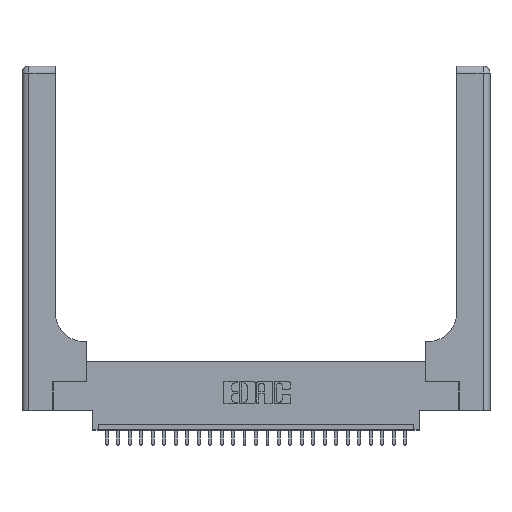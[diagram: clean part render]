
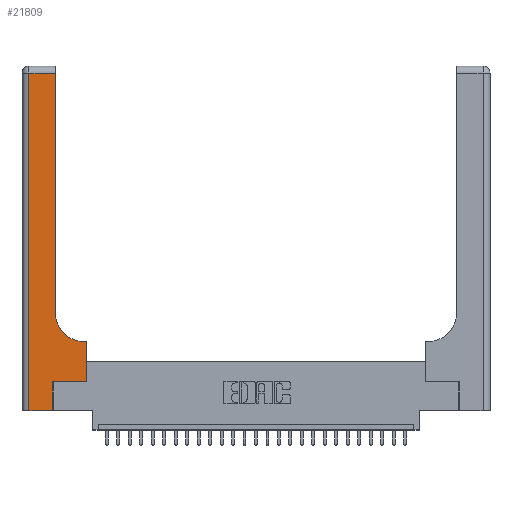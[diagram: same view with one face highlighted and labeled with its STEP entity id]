
A CAD part, top view. The second image highlights one B-rep face of the part: STEP entity #21809.
In plain terms, the highlighted planar face has unit normal (0, 0, 1).
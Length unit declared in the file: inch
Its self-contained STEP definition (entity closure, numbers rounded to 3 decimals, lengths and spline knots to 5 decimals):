
#258 = CARTESIAN_POINT ( 'NONE',  ( 0.5585, 0.25, 0.37 ) ) ;
#341 = ORIENTED_EDGE ( 'NONE', *, *, #21635, .T. ) ;
#489 = CARTESIAN_POINT ( 'NONE',  ( 0.06, 3., 0.37 ) ) ;
#507 = ORIENTED_EDGE ( 'NONE', *, *, #20398, .T. ) ;
#930 = LINE ( 'NONE', #24730, #7319 ) ;
#1489 = VECTOR ( 'NONE', #3328, 39.37008 ) ;
#2374 = CARTESIAN_POINT ( 'NONE',  ( 0.2915, 2.94, 0.37 ) ) ;
#2639 = AXIS2_PLACEMENT_3D ( 'NONE', #26123, #9569, #9469 ) ;
#3308 = CARTESIAN_POINT ( 'NONE',  ( 0.2915, 0.85, 0.37 ) ) ;
#3328 = DIRECTION ( 'NONE',  ( -1., 0., 0. ) ) ;
#3929 = DIRECTION ( 'NONE',  ( 0., 1., 0. ) ) ;
#4069 = ORIENTED_EDGE ( 'NONE', *, *, #5829, .T. ) ;
#4337 = EDGE_CURVE ( 'NONE', #6815, #21082, #23878, .T. ) ;
#4490 = LINE ( 'NONE', #16604, #8794 ) ;
#4804 = ORIENTED_EDGE ( 'NONE', *, *, #4337, .T. ) ;
#5829 = EDGE_CURVE ( 'NONE', #17629, #6815, #16170, .T. ) ;
#6202 = EDGE_CURVE ( 'NONE', #21082, #14616, #4490, .T. ) ;
#6431 = CARTESIAN_POINT ( 'NONE',  ( 0.06, 0., 0.37 ) ) ;
#6519 = LINE ( 'NONE', #16004, #20548 ) ;
#6760 = CARTESIAN_POINT ( 'NONE',  ( 0.5585, 0.6, 0.37 ) ) ;
#6815 = VERTEX_POINT ( 'NONE', #18725 ) ;
#6906 = CARTESIAN_POINT ( 'NONE',  ( 0.2915, 0.6, 0.37 ) ) ;
#6918 = EDGE_CURVE ( 'NONE', #21097, #8956, #10117, .T. ) ;
#7081 = AXIS2_PLACEMENT_3D ( 'NONE', #12422, #22952, #10170 ) ;
#7156 = DIRECTION ( 'NONE',  ( 0., 1., 0. ) ) ;
#7319 = VECTOR ( 'NONE', #24554, 39.37008 ) ;
#7568 = DIRECTION ( 'NONE',  ( 1., 0., 0. ) ) ;
#7783 = CARTESIAN_POINT ( 'NONE',  ( 0.5585, 0.25, 0.37 ) ) ;
#8794 = VECTOR ( 'NONE', #3929, 39.37008 ) ;
#8956 = VERTEX_POINT ( 'NONE', #6431 ) ;
#9275 = ORIENTED_EDGE ( 'NONE', *, *, #14137, .T. ) ;
#9469 = DIRECTION ( 'NONE',  ( 1., 0., 0. ) ) ;
#9499 = VERTEX_POINT ( 'NONE', #7783 ) ;
#9569 = DIRECTION ( 'NONE',  ( 0., 0., -1. ) ) ;
#10117 = LINE ( 'NONE', #489, #16804 ) ;
#10170 = DIRECTION ( 'NONE',  ( -1., 0., 0. ) ) ;
#11060 = EDGE_CURVE ( 'NONE', #14616, #21097, #20187, .T. ) ;
#11708 = VECTOR ( 'NONE', #23639, 39.37008 ) ;
#11931 = ORIENTED_EDGE ( 'NONE', *, *, #14877, .T. ) ;
#12135 = PLANE ( 'NONE',  #7081 ) ;
#12422 = CARTESIAN_POINT ( 'NONE',  ( 0., 3., 0.37 ) ) ;
#13515 = DIRECTION ( 'NONE',  ( -1., 0., 0. ) ) ;
#14137 = EDGE_CURVE ( 'NONE', #9499, #17629, #17356, .T. ) ;
#14616 = VERTEX_POINT ( 'NONE', #2374 ) ;
#14877 = EDGE_CURVE ( 'NONE', #23592, #9499, #930, .T. ) ;
#15096 = ORIENTED_EDGE ( 'NONE', *, *, #6202, .T. ) ;
#15623 = CARTESIAN_POINT ( 'NONE',  ( 0.269, 0.25, 0.37 ) ) ;
#16004 = CARTESIAN_POINT ( 'NONE',  ( 0.269, 0., 0.37 ) ) ;
#16170 = LINE ( 'NONE', #6906, #24843 ) ;
#16177 = CARTESIAN_POINT ( 'NONE',  ( 0., 2.94, 0.37 ) ) ;
#16604 = CARTESIAN_POINT ( 'NONE',  ( 0.2915, 3., 0.37 ) ) ;
#16804 = VECTOR ( 'NONE', #24409, 39.37008 ) ;
#17356 = LINE ( 'NONE', #258, #11708 ) ;
#17629 = VERTEX_POINT ( 'NONE', #6760 ) ;
#18436 = CARTESIAN_POINT ( 'NONE',  ( 0.269, 0., 0.37 ) ) ;
#18725 = CARTESIAN_POINT ( 'NONE',  ( 0.5415, 0.6, 0.37 ) ) ;
#20187 = LINE ( 'NONE', #16177, #1489 ) ;
#20281 = CARTESIAN_POINT ( 'NONE',  ( 0.06, 2.94, 0.37 ) ) ;
#20398 = EDGE_CURVE ( 'NONE', #24193, #23592, #6519, .T. ) ;
#20548 = VECTOR ( 'NONE', #7156, 39.37008 ) ;
#21082 = VERTEX_POINT ( 'NONE', #3308 ) ;
#21097 = VERTEX_POINT ( 'NONE', #20281 ) ;
#21635 = EDGE_CURVE ( 'NONE', #8956, #24193, #22601, .T. ) ;
#21809 = ADVANCED_FACE ( 'NONE', ( #22576 ), #12135, .F. ) ;
#22576 = FACE_OUTER_BOUND ( 'NONE', #27093, .T. ) ;
#22601 = LINE ( 'NONE', #26158, #24904 ) ;
#22952 = DIRECTION ( 'NONE',  ( 0., 0., -1. ) ) ;
#23592 = VERTEX_POINT ( 'NONE', #15623 ) ;
#23639 = DIRECTION ( 'NONE',  ( 0., 1., 0. ) ) ;
#23878 = CIRCLE ( 'NONE', #2639, 0.25 ) ;
#23989 = ORIENTED_EDGE ( 'NONE', *, *, #6918, .T. ) ;
#24193 = VERTEX_POINT ( 'NONE', #18436 ) ;
#24409 = DIRECTION ( 'NONE',  ( 0., -1., 0. ) ) ;
#24554 = DIRECTION ( 'NONE',  ( 1., 0., 0. ) ) ;
#24730 = CARTESIAN_POINT ( 'NONE',  ( 0.269, 0.25, 0.37 ) ) ;
#24843 = VECTOR ( 'NONE', #13515, 39.37008 ) ;
#24904 = VECTOR ( 'NONE', #7568, 39.37008 ) ;
#25770 = ORIENTED_EDGE ( 'NONE', *, *, #11060, .T. ) ;
#26123 = CARTESIAN_POINT ( 'NONE',  ( 0.5415, 0.85, 0.37 ) ) ;
#26158 = CARTESIAN_POINT ( 'NONE',  ( 0., 0., 0.37 ) ) ;
#27093 = EDGE_LOOP ( 'NONE', ( #15096, #25770, #23989, #341, #507, #11931, #9275, #4069, #4804 ) ) ;
